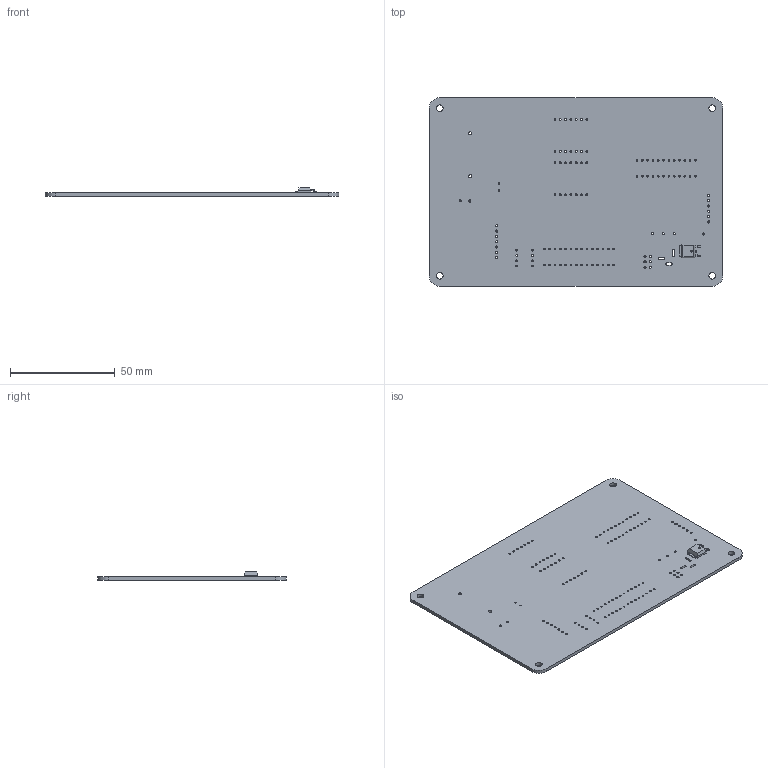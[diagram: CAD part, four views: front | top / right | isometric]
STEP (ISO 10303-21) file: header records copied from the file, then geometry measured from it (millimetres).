
FILE_DESCRIPTION(('KiCad electronic assembly'),'2;1');
FILE_NAME('rectangle-clock.step','2022-07-21T18:12:51',('Pcbnew'),( 'Kicad'),'Open CASCADE STEP processor 7.6','KiCad to STEP converter' ,'Unknown');
FILE_SCHEMA(('AUTOMOTIVE_DESIGN { 1 0 10303 214 1 1 1 1 }'));
Length unit declared in the file: millimetre
Products named in the file (4): rectangle-clock 1; TO-252-2; SOLID; rectangle-clock PCB
Assembly tree (3 placements, depth 3):
  rectangle-clock 1
    TO-252-2
      SOLID
    rectangle-clock PCB
Bounding box: 140 x 90 x 3.97 mm (x, y, z)
Volume: 20033.8 mm3; surface area: 26427.2 mm2
Topology: 2 solids, 2 shells, 223 faces, 635 edges, 420 vertices
Faces by surface type: cylinder 131, bspline 80, plane 12
Full cylindrical faces by diameter (mm): 0.8 x62, 0.9 x28, 1 x25, 1.5 x2, 3.2 x4
Entity records: 16215 total; most frequent: CARTESIAN_POINT 3598, DIRECTION 1825, ORIENTED_EDGE 1270, PCURVE 1270, DEFINITIONAL_REPRESENTATION 1270, LINE 745, VECTOR 745, EDGE_CURVE 635
